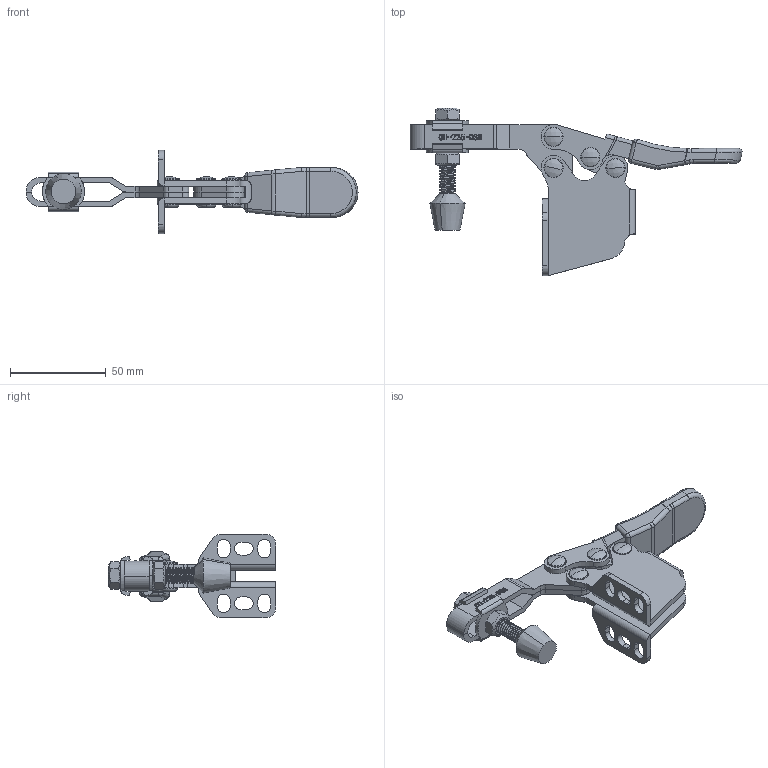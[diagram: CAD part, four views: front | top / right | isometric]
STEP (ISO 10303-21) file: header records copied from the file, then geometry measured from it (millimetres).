
FILE_DESCRIPTION (( 'STEP AP203' ), '1' );
FILE_NAME ('CH-225-DSM.STEP', '2017-11-23T11:49:38', ( 'Windows' ), ( 'Microsoft' ), 'SwSTEP 2.0', 'SolidWorks 2015', '' );
FILE_SCHEMA (( 'CONFIG_CONTROL_DESIGN' ));
Length unit declared in the file: millimetre
Products named in the file (11): 56212; CH-225-DSM-02揤參; CH-FW-516; 225-D-04; DSM菁釱; 225-D-03; CH-225-DSM; 1; 225-D-06; 56212-02
Assembly tree (16 placements, depth 3):
  CH-225-DSM
    225-D-04  x2
    1
      225-D-03
      1
    225-D-06  x4
    56212-02  x2
    56212
    CH-225-DSM-02揤參
    CH-FW-516  x2
    DSM菁釱
Bounding box: 173.12 x 87.2 x 43.4 mm (x, y, z)
Volume: 50348.3 mm3; surface area: 43697.7 mm2
Topology: 16 solids, 16 shells, 930 faces, 2491 edges, 1619 vertices
Faces by surface type: plane 356, cylinder 293, bspline 192, torus 36, cone 35, sphere 18
Entity records: 37777 total; most frequent: CARTESIAN_POINT 17831, ORIENTED_EDGE 4362, DIRECTION 3167, EDGE_CURVE 2181, VERTEX_POINT 1427, VECTOR 1209, LINE 1209, AXIS2_PLACEMENT_3D 979
